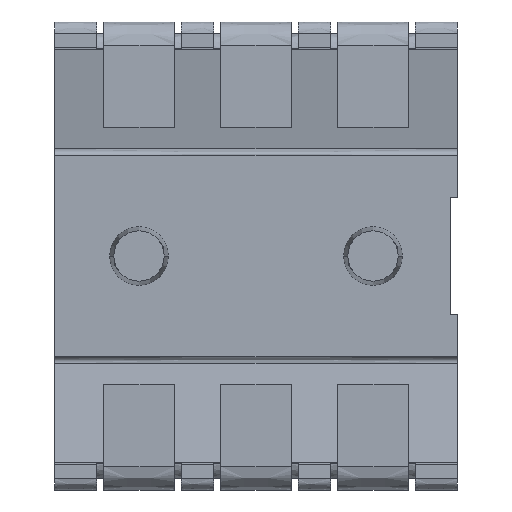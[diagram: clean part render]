
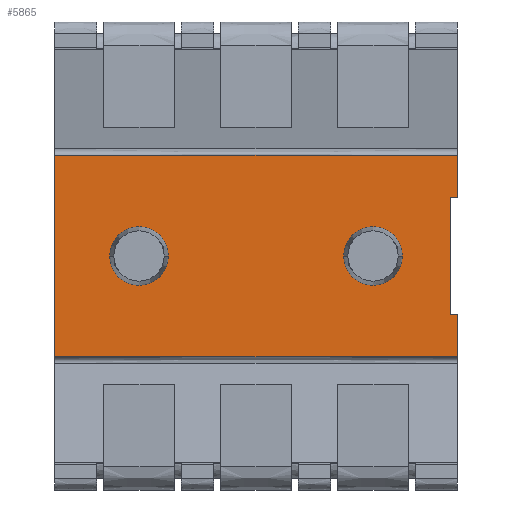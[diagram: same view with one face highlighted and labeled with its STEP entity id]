
A CAD part, front view. The second image highlights one B-rep face of the part: STEP entity #5865.
In plain terms, the highlighted free-form (B-spline) face has degree [1, 1] with [2, 2] control points.
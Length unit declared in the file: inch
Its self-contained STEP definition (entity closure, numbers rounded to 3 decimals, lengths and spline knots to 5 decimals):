
#1187=CARTESIAN_POINT('',(-0.05,-0.032,0.));
#1188=DIRECTION('',(0.,-1.,0.));
#1189=DIRECTION('',(-1.,0.,0.));
#1190=AXIS2_PLACEMENT_3D('',#1187,#1188,#1189);
#1195=CARTESIAN_POINT('',(-0.05,-0.032,0.));
#1196=DIRECTION('',(0.,-1.,0.));
#1197=DIRECTION('',(1.,0.,0.));
#1198=AXIS2_PLACEMENT_3D('',#1195,#1196,#1197);
#1203=CARTESIAN_POINT('',(0.05,-0.032,0.));
#1204=DIRECTION('',(0.,-1.,0.));
#1205=DIRECTION('',(-1.,0.,0.));
#1206=AXIS2_PLACEMENT_3D('',#1203,#1204,#1205);
#1211=CARTESIAN_POINT('',(0.05,-0.032,0.));
#1212=DIRECTION('',(0.,-1.,0.));
#1213=DIRECTION('',(1.,0.,0.));
#1214=AXIS2_PLACEMENT_3D('',#1211,#1212,#1213);
#1219=DIRECTION('',(0.,0.,-1.));
#1220=VECTOR('',#1219,0.05);
#1221=CARTESIAN_POINT('',(0.083,-0.032,0.025));
#1222=LINE('',#1221,#1220);
#1226=DIRECTION('',(-1.,0.,0.));
#1227=VECTOR('',#1226,0.003);
#1228=CARTESIAN_POINT('',(0.086,-0.032,-0.025));
#1229=LINE('',#1228,#1227);
#1233=DIRECTION('',(0.,0.,-1.));
#1234=VECTOR('',#1233,0.018);
#1235=CARTESIAN_POINT('',(0.086,-0.032,-0.025));
#1236=LINE('',#1235,#1234);
#1240=DIRECTION('',(0.,0.,1.));
#1241=VECTOR('',#1240,0.086);
#1242=CARTESIAN_POINT('',(-0.086,-0.032,-0.043));
#1243=LINE('',#1242,#1241);
#1247=DIRECTION('',(0.,0.,-1.));
#1248=VECTOR('',#1247,0.018);
#1249=CARTESIAN_POINT('',(0.086,-0.032,0.043));
#1250=LINE('',#1249,#1248);
#1254=DIRECTION('',(-1.,0.,0.));
#1255=VECTOR('',#1254,0.003);
#1256=CARTESIAN_POINT('',(0.086,-0.032,0.025));
#1257=LINE('',#1256,#1255);
#1321=DIRECTION('',(1.,0.,0.));
#1322=VECTOR('',#1321,0.172);
#1323=CARTESIAN_POINT('',(-0.086,-0.032,-0.043));
#1324=LINE('',#1323,#1322);
#1335=DIRECTION('',(1.,0.,0.));
#1336=VECTOR('',#1335,0.172);
#1337=CARTESIAN_POINT('',(-0.086,-0.032,0.043));
#1338=LINE('',#1337,#1336);
#4119=CARTESIAN_POINT('',(-0.086,-0.032,-0.043));
#4121=VERTEX_POINT('',#4119);
#4133=CARTESIAN_POINT('',(0.086,-0.032,-0.043));
#4135=VERTEX_POINT('',#4133);
#4147=CARTESIAN_POINT('',(-0.086,-0.032,0.043));
#4149=VERTEX_POINT('',#4147);
#4165=CARTESIAN_POINT('',(0.086,-0.032,0.043));
#4167=VERTEX_POINT('',#4165);
#4383=CARTESIAN_POINT('',(-0.0625,-0.032,0.));
#4384=CARTESIAN_POINT('',(-0.0375,-0.032,0.));
#4385=VERTEX_POINT('',#4383);
#4386=VERTEX_POINT('',#4384);
#4387=CARTESIAN_POINT('',(0.0375,-0.032,0.));
#4388=CARTESIAN_POINT('',(0.0625,-0.032,0.));
#4389=VERTEX_POINT('',#4387);
#4390=VERTEX_POINT('',#4388);
#4423=CARTESIAN_POINT('',(0.086,-0.032,0.025));
#4425=VERTEX_POINT('',#4423);
#4427=CARTESIAN_POINT('',(0.086,-0.032,-0.025));
#4429=VERTEX_POINT('',#4427);
#4431=CARTESIAN_POINT('',(0.083,-0.032,0.025));
#4432=CARTESIAN_POINT('',(0.083,-0.032,-0.025));
#4433=VERTEX_POINT('',#4431);
#4434=VERTEX_POINT('',#4432);
#5835=CARTESIAN_POINT('',(-0.08944,-0.032,0.04472));
#5836=CARTESIAN_POINT('',(0.08944,-0.032,0.04472));
#5837=CARTESIAN_POINT('',(-0.08944,-0.032,-0.04472));
#5838=CARTESIAN_POINT('',(0.08944,-0.032,-0.04472));
#5839=B_SPLINE_SURFACE_WITH_KNOTS('',1,1,((#5835,#5836),(#5837,#5838)),
.UNSPECIFIED.,.F.,.F.,.F.,(2,2),(2,2),(-0.04472,0.04472),(-0.00344,0.17544),
.UNSPECIFIED.);
#5840=ORIENTED_EDGE('',*,*,#5826,.T.);
#5842=ORIENTED_EDGE('',*,*,#5841,.F.);
#5843=ORIENTED_EDGE('',*,*,#5802,.T.);
#5845=ORIENTED_EDGE('',*,*,#5844,.F.);
#5846=ORIENTED_EDGE('',*,*,#4824,.T.);
#5848=ORIENTED_EDGE('',*,*,#5847,.T.);
#5849=ORIENTED_EDGE('',*,*,#5763,.T.);
#5850=ORIENTED_EDGE('',*,*,#5816,.T.);
#5851=EDGE_LOOP('',(#5840,#5842,#5843,#5845,#5846,#5848,#5849,#5850));
#5852=FACE_OUTER_BOUND('',#5851,.F.);
#5854=ORIENTED_EDGE('',*,*,#5853,.T.);
#5856=ORIENTED_EDGE('',*,*,#5855,.T.);
#5857=EDGE_LOOP('',(#5854,#5856));
#5858=FACE_BOUND('',#5857,.F.);
#5860=ORIENTED_EDGE('',*,*,#5859,.T.);
#5862=ORIENTED_EDGE('',*,*,#5861,.T.);
#5863=EDGE_LOOP('',(#5860,#5862));
#5864=FACE_BOUND('',#5863,.F.);
#5865=ADVANCED_FACE('',(#5852,#5858,#5864),#5839,.T.);
#1191=CIRCLE('',#1190,0.0125);
#1199=CIRCLE('',#1198,0.0125);
#1207=CIRCLE('',#1206,0.0125);
#1215=CIRCLE('',#1214,0.0125);
#4824=EDGE_CURVE('',#4121,#4149,#1243,.T.);
#5763=EDGE_CURVE('',#4167,#4425,#1250,.T.);
#5802=EDGE_CURVE('',#4429,#4135,#1236,.T.);
#5816=EDGE_CURVE('',#4425,#4433,#1257,.T.);
#5826=EDGE_CURVE('',#4433,#4434,#1222,.T.);
#5841=EDGE_CURVE('',#4429,#4434,#1229,.T.);
#5844=EDGE_CURVE('',#4121,#4135,#1324,.T.);
#5847=EDGE_CURVE('',#4149,#4167,#1338,.T.);
#5853=EDGE_CURVE('',#4385,#4386,#1191,.T.);
#5855=EDGE_CURVE('',#4386,#4385,#1199,.T.);
#5859=EDGE_CURVE('',#4389,#4390,#1207,.T.);
#5861=EDGE_CURVE('',#4390,#4389,#1215,.T.);
